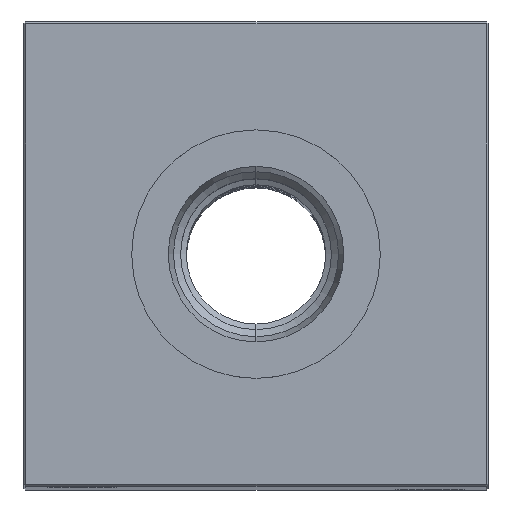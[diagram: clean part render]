
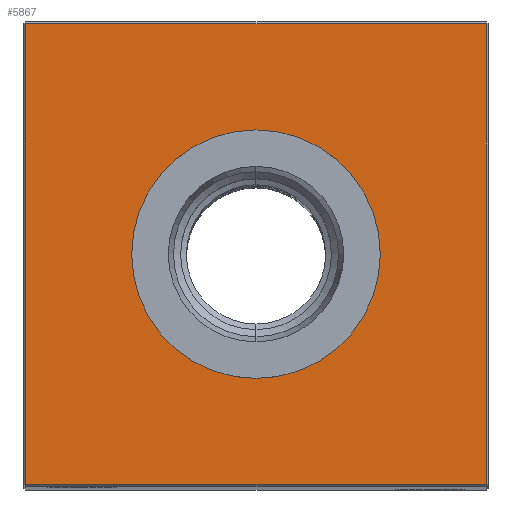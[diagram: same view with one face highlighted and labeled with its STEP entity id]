
A CAD part, top view. The second image highlights one B-rep face of the part: STEP entity #5867.
In plain terms, the highlighted planar face has unit normal (0, 0, 1).
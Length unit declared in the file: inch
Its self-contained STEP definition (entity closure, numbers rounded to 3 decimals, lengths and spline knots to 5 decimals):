
#1381 = CARTESIAN_POINT ( 'NONE',  ( 0., 0.66929, 11.5 ) ) ;
#3951 = LINE ( 'NONE', #22020, #28438 ) ;
#4321 = DIRECTION ( 'NONE',  ( 0., 0., -1. ) ) ;
#4380 = CARTESIAN_POINT ( 'NONE',  ( 0., 0., 11.5 ) ) ;
#4662 = DIRECTION ( 'NONE',  ( 0., 0., -1. ) ) ;
#4920 = ORIENTED_EDGE ( 'NONE', *, *, #5309, .T. ) ;
#5120 = ORIENTED_EDGE ( 'NONE', *, *, #11442, .T. ) ;
#5309 = EDGE_CURVE ( 'NONE', #25802, #22903, #16583, .T. ) ;
#5867 = ADVANCED_FACE ( 'NONE', ( #15909, #20507 ), #24954, .F. ) ;
#6247 = VERTEX_POINT ( 'NONE', #6253 ) ;
#6253 = CARTESIAN_POINT ( 'NONE',  ( 1.24, -1.24, 11.5 ) ) ;
#6435 = DIRECTION ( 'NONE',  ( 0., 1., 0. ) ) ;
#6854 = DIRECTION ( 'NONE',  ( 0., 0., -1. ) ) ;
#6931 = VERTEX_POINT ( 'NONE', #12502 ) ;
#7855 = LINE ( 'NONE', #17312, #28103 ) ;
#7915 = EDGE_LOOP ( 'NONE', ( #23413, #27158, #11386, #16573 ) ) ;
#8311 = CARTESIAN_POINT ( 'NONE',  ( 0., -1.24, 11.5 ) ) ;
#9342 = CARTESIAN_POINT ( 'NONE',  ( 0., 0., 11.5 ) ) ;
#11386 = ORIENTED_EDGE ( 'NONE', *, *, #14396, .T. ) ;
#11411 = CARTESIAN_POINT ( 'NONE',  ( 0., -0.66929, 11.5 ) ) ;
#11425 = CARTESIAN_POINT ( 'NONE',  ( 0., 0., 11.5 ) ) ;
#11442 = EDGE_CURVE ( 'NONE', #22903, #25802, #20941, .T. ) ;
#11653 = EDGE_LOOP ( 'NONE', ( #5120, #4920 ) ) ;
#12502 = CARTESIAN_POINT ( 'NONE',  ( 1.24, 1.24, 11.5 ) ) ;
#13402 = DIRECTION ( 'NONE',  ( -1., 0., 0. ) ) ;
#14396 = EDGE_CURVE ( 'NONE', #6247, #6931, #27162, .T. ) ;
#14812 = CARTESIAN_POINT ( 'NONE',  ( -1.24, 1.24, 11.5 ) ) ;
#15796 = EDGE_CURVE ( 'NONE', #28818, #18176, #7855, .T. ) ;
#15909 = FACE_OUTER_BOUND ( 'NONE', #7915, .T. ) ;
#16091 = AXIS2_PLACEMENT_3D ( 'NONE', #11425, #6854, #24908 ) ;
#16573 = ORIENTED_EDGE ( 'NONE', *, *, #17199, .T. ) ;
#16583 = CIRCLE ( 'NONE', #16091, 0.66929 ) ;
#16684 = AXIS2_PLACEMENT_3D ( 'NONE', #9342, #4321, #18360 ) ;
#17029 = DIRECTION ( 'NONE',  ( 1., 0., 0. ) ) ;
#17199 = EDGE_CURVE ( 'NONE', #6931, #28818, #3951, .T. ) ;
#17312 = CARTESIAN_POINT ( 'NONE',  ( -1.24, 0., 11.5 ) ) ;
#18176 = VERTEX_POINT ( 'NONE', #20246 ) ;
#18360 = DIRECTION ( 'NONE',  ( -1., 0., 0. ) ) ;
#19100 = DIRECTION ( 'NONE',  ( 0., -1., 0. ) ) ;
#20246 = CARTESIAN_POINT ( 'NONE',  ( -1.24, -1.24, 11.5 ) ) ;
#20472 = CARTESIAN_POINT ( 'NONE',  ( 1.24, 0., 11.5 ) ) ;
#20507 = FACE_BOUND ( 'NONE', #11653, .T. ) ;
#20941 = CIRCLE ( 'NONE', #16684, 0.66929 ) ;
#22020 = CARTESIAN_POINT ( 'NONE',  ( 0., 1.24, 11.5 ) ) ;
#22122 = VECTOR ( 'NONE', #17029, 39.37008 ) ;
#22441 = DIRECTION ( 'NONE',  ( -1., 0., 0. ) ) ;
#22903 = VERTEX_POINT ( 'NONE', #1381 ) ;
#23413 = ORIENTED_EDGE ( 'NONE', *, *, #15796, .T. ) ;
#23888 = VECTOR ( 'NONE', #6435, 39.37008 ) ;
#24645 = AXIS2_PLACEMENT_3D ( 'NONE', #4380, #4662, #13402 ) ;
#24908 = DIRECTION ( 'NONE',  ( -1., 0., 0. ) ) ;
#24954 = PLANE ( 'NONE',  #24645 ) ;
#25802 = VERTEX_POINT ( 'NONE', #11411 ) ;
#26527 = LINE ( 'NONE', #8311, #22122 ) ;
#27158 = ORIENTED_EDGE ( 'NONE', *, *, #28822, .T. ) ;
#27162 = LINE ( 'NONE', #20472, #23888 ) ;
#28103 = VECTOR ( 'NONE', #19100, 39.37008 ) ;
#28438 = VECTOR ( 'NONE', #22441, 39.37008 ) ;
#28818 = VERTEX_POINT ( 'NONE', #14812 ) ;
#28822 = EDGE_CURVE ( 'NONE', #18176, #6247, #26527, .T. ) ;
